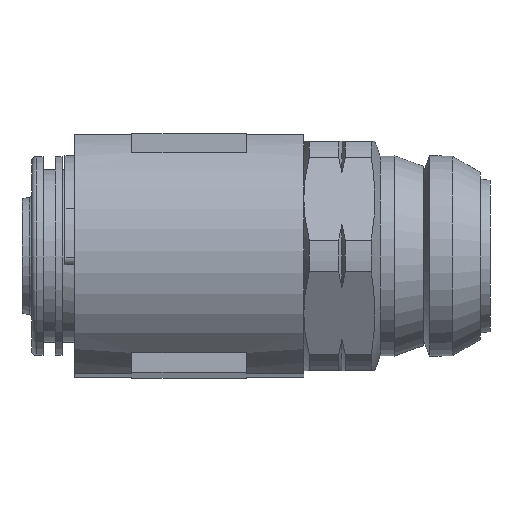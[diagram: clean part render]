
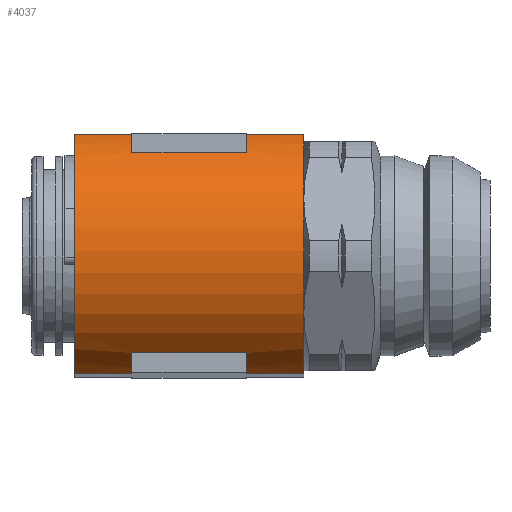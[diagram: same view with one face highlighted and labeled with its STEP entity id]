
A CAD part, left-side view. The second image highlights one B-rep face of the part: STEP entity #4037.
In plain terms, the highlighted cylindrical face has radius 13.5 mm (diameter 27 mm), a partial arc.
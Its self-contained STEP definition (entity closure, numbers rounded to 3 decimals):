
#160 = AXIS2_PLACEMENT_3D ( 'NONE', #5570, #5559, #5578 ) ;
#384 = CARTESIAN_POINT ( 'NONE',  ( 0., 19.5, 0. ) ) ;
#385 = DIRECTION ( 'NONE',  ( 0., -1., 0. ) ) ;
#386 = DIRECTION ( 'NONE',  ( 0.039, 0., 0.999 ) ) ;
#499 = CARTESIAN_POINT ( 'NONE',  ( -4.615, 47.5, 12.687 ) ) ;
#500 = DIRECTION ( 'NONE',  ( 0., -1., 0. ) ) ;
#507 = CARTESIAN_POINT ( 'NONE',  ( 0., 25.5, 0. ) ) ;
#508 = DIRECTION ( 'NONE',  ( 0., 1., 0. ) ) ;
#509 = DIRECTION ( 'NONE',  ( -0.039, 0., -0.999 ) ) ;
#510 = DIRECTION ( 'NONE',  ( 0., -1., 0. ) ) ;
#512 = CARTESIAN_POINT ( 'NONE',  ( -8.09, 47.5, 10.808 ) ) ;
#513 = DIRECTION ( 'NONE',  ( 0., -1., 0. ) ) ;
#515 = CARTESIAN_POINT ( 'NONE',  ( -4.615, 47.5, 12.687 ) ) ;
#519 = CARTESIAN_POINT ( 'NONE',  ( 0., 37.5, 0. ) ) ;
#520 = DIRECTION ( 'NONE',  ( 0., -1., 0. ) ) ;
#521 = DIRECTION ( 'NONE',  ( 0.039, 0., 0.999 ) ) ;
#866 = CIRCLE ( 'NONE', #1011, 13.5 ) ;
#881 = LINE ( 'NONE', #1510, #886 ) ;
#883 = CIRCLE ( 'NONE', #1012, 13.5 ) ;
#886 = VECTOR ( 'NONE', #1514, 1000. ) ;
#892 = LINE ( 'NONE', #1524, #895 ) ;
#894 = LINE ( 'NONE', #1526, #897 ) ;
#895 = VECTOR ( 'NONE', #1525, 1000. ) ;
#897 = VECTOR ( 'NONE', #1527, 1000. ) ;
#1011 = AXIS2_PLACEMENT_3D ( 'NONE', #1499, #1500, #1501 ) ;
#1012 = AXIS2_PLACEMENT_3D ( 'NONE', #1521, #1522, #1523 ) ;
#1499 = CARTESIAN_POINT ( 'NONE',  ( 0., 25.5, 0. ) ) ;
#1500 = DIRECTION ( 'NONE',  ( 0., 1., 0. ) ) ;
#1501 = DIRECTION ( 'NONE',  ( -0.039, 0., -0.999 ) ) ;
#1510 = CARTESIAN_POINT ( 'NONE',  ( -5.578, 47.5, -12.294 ) ) ;
#1514 = DIRECTION ( 'NONE',  ( 0., 1., 0. ) ) ;
#1521 = CARTESIAN_POINT ( 'NONE',  ( 0., 37.5, 0. ) ) ;
#1522 = DIRECTION ( 'NONE',  ( 0., -1., 0. ) ) ;
#1523 = DIRECTION ( 'NONE',  ( 0.039, 0., 0.999 ) ) ;
#1524 = CARTESIAN_POINT ( 'NONE',  ( -8.898, 47.5, -10.153 ) ) ;
#1525 = DIRECTION ( 'NONE',  ( 0., 1., 0. ) ) ;
#1526 = CARTESIAN_POINT ( 'NONE',  ( -5.578, 47.5, -12.294 ) ) ;
#1527 = DIRECTION ( 'NONE',  ( 0., 1., 0. ) ) ;
#1598 = VERTEX_POINT ( 'NONE', #1992 ) ;
#1599 = VERTEX_POINT ( 'NONE', #1971 ) ;
#1621 = VERTEX_POINT ( 'NONE', #2078 ) ;
#1623 = VERTEX_POINT ( 'NONE', #2076 ) ;
#1625 = VERTEX_POINT ( 'NONE', #2073 ) ;
#1626 = VERTEX_POINT ( 'NONE', #2070 ) ;
#1627 = VERTEX_POINT ( 'NONE', #2068 ) ;
#1628 = VERTEX_POINT ( 'NONE', #2067 ) ;
#1629 = VERTEX_POINT ( 'NONE', #2064 ) ;
#1636 = VERTEX_POINT ( 'NONE', #2052 ) ;
#1669 = VERTEX_POINT ( 'NONE', #2001 ) ;
#1670 = VERTEX_POINT ( 'NONE', #2000 ) ;
#1779 = EDGE_LOOP ( 'NONE', ( #5830, #5831, #5832, #5833, #5834, #5835, #5836, #5837, #5838, #5839, #5840, #5841 ) ) ;
#1971 = CARTESIAN_POINT ( 'NONE',  ( -5.578, 19.5, -12.294 ) ) ;
#1992 = CARTESIAN_POINT ( 'NONE',  ( -4.615, 19.5, 12.687 ) ) ;
#2000 = CARTESIAN_POINT ( 'NONE',  ( -5.578, 43.5, -12.294 ) ) ;
#2001 = CARTESIAN_POINT ( 'NONE',  ( -4.615, 43.5, 12.687 ) ) ;
#2052 = CARTESIAN_POINT ( 'NONE',  ( -8.898, 37.5, -10.153 ) ) ;
#2064 = CARTESIAN_POINT ( 'NONE',  ( -5.578, 25.5, -12.294 ) ) ;
#2067 = CARTESIAN_POINT ( 'NONE',  ( -5.578, 37.5, -12.294 ) ) ;
#2068 = CARTESIAN_POINT ( 'NONE',  ( -4.615, 37.5, 12.687 ) ) ;
#2070 = CARTESIAN_POINT ( 'NONE',  ( -8.898, 25.5, -10.153 ) ) ;
#2073 = CARTESIAN_POINT ( 'NONE',  ( -8.09, 37.5, 10.808 ) ) ;
#2076 = CARTESIAN_POINT ( 'NONE',  ( -8.09, 25.5, 10.808 ) ) ;
#2078 = CARTESIAN_POINT ( 'NONE',  ( -4.615, 25.5, 12.687 ) ) ;
#2171 = EDGE_CURVE ( 'NONE', #1670, #1669, #3200, .T. ) ;
#2307 = EDGE_CURVE ( 'NONE', #1629, #1626, #866, .T. ) ;
#2315 = EDGE_CURVE ( 'NONE', #1628, #1670, #881, .T. ) ;
#2318 = EDGE_CURVE ( 'NONE', #1636, #1628, #883, .T. ) ;
#2320 = EDGE_CURVE ( 'NONE', #1626, #1636, #892, .T. ) ;
#2321 = EDGE_CURVE ( 'NONE', #1599, #1629, #894, .T. ) ;
#2432 = AXIS2_PLACEMENT_3D ( 'NONE', #384, #385, #386 ) ;
#2441 = AXIS2_PLACEMENT_3D ( 'NONE', #507, #508, #509 ) ;
#2442 = AXIS2_PLACEMENT_3D ( 'NONE', #519, #520, #521 ) ;
#2640 = CARTESIAN_POINT ( 'NONE',  ( 0., 43.5, 0. ) ) ;
#2641 = DIRECTION ( 'NONE',  ( 0., 1., 0. ) ) ;
#2642 = DIRECTION ( 'NONE',  ( -0.039, 0., -0.999 ) ) ;
#3200 = CIRCLE ( 'NONE', #6123, 13.5 ) ;
#4037 = ADVANCED_FACE ( 'NONE', ( #4906 ), #4914, .T. ) ;
#4906 = FACE_OUTER_BOUND ( 'NONE', #1779, .T. ) ;
#4914 = CYLINDRICAL_SURFACE ( 'NONE', #160, 13.5 ) ;
#5020 = CIRCLE ( 'NONE', #2432, 13.5 ) ;
#5081 = LINE ( 'NONE', #499, #5084 ) ;
#5084 = VECTOR ( 'NONE', #500, 1000. ) ;
#5087 = CIRCLE ( 'NONE', #2441, 13.5 ) ;
#5092 = LINE ( 'NONE', #512, #5095 ) ;
#5095 = VECTOR ( 'NONE', #513, 1000. ) ;
#5098 = CIRCLE ( 'NONE', #2442, 13.5 ) ;
#5100 = LINE ( 'NONE', #515, #5101 ) ;
#5101 = VECTOR ( 'NONE', #510, 1000. ) ;
#5559 = DIRECTION ( 'NONE',  ( 0., 1., 0. ) ) ;
#5570 = CARTESIAN_POINT ( 'NONE',  ( 0., 47.5, 0. ) ) ;
#5578 = DIRECTION ( 'NONE',  ( 0.039, 0., 0.999 ) ) ;
#5830 = ORIENTED_EDGE ( 'NONE', *, *, #2171, .F. ) ;
#5831 = ORIENTED_EDGE ( 'NONE', *, *, #2315, .F. ) ;
#5832 = ORIENTED_EDGE ( 'NONE', *, *, #2318, .F. ) ;
#5833 = ORIENTED_EDGE ( 'NONE', *, *, #2320, .F. ) ;
#5834 = ORIENTED_EDGE ( 'NONE', *, *, #2307, .F. ) ;
#5835 = ORIENTED_EDGE ( 'NONE', *, *, #2321, .F. ) ;
#5836 = ORIENTED_EDGE ( 'NONE', *, *, #6054, .F. ) ;
#5837 = ORIENTED_EDGE ( 'NONE', *, *, #6090, .F. ) ;
#5838 = ORIENTED_EDGE ( 'NONE', *, *, #6093, .F. ) ;
#5839 = ORIENTED_EDGE ( 'NONE', *, *, #6096, .F. ) ;
#5840 = ORIENTED_EDGE ( 'NONE', *, *, #6099, .F. ) ;
#5841 = ORIENTED_EDGE ( 'NONE', *, *, #6100, .F. ) ;
#6054 = EDGE_CURVE ( 'NONE', #1598, #1599, #5020, .T. ) ;
#6090 = EDGE_CURVE ( 'NONE', #1621, #1598, #5081, .T. ) ;
#6093 = EDGE_CURVE ( 'NONE', #1623, #1621, #5087, .T. ) ;
#6096 = EDGE_CURVE ( 'NONE', #1625, #1623, #5092, .T. ) ;
#6099 = EDGE_CURVE ( 'NONE', #1627, #1625, #5098, .T. ) ;
#6100 = EDGE_CURVE ( 'NONE', #1669, #1627, #5100, .T. ) ;
#6123 = AXIS2_PLACEMENT_3D ( 'NONE', #2640, #2641, #2642 ) ;
